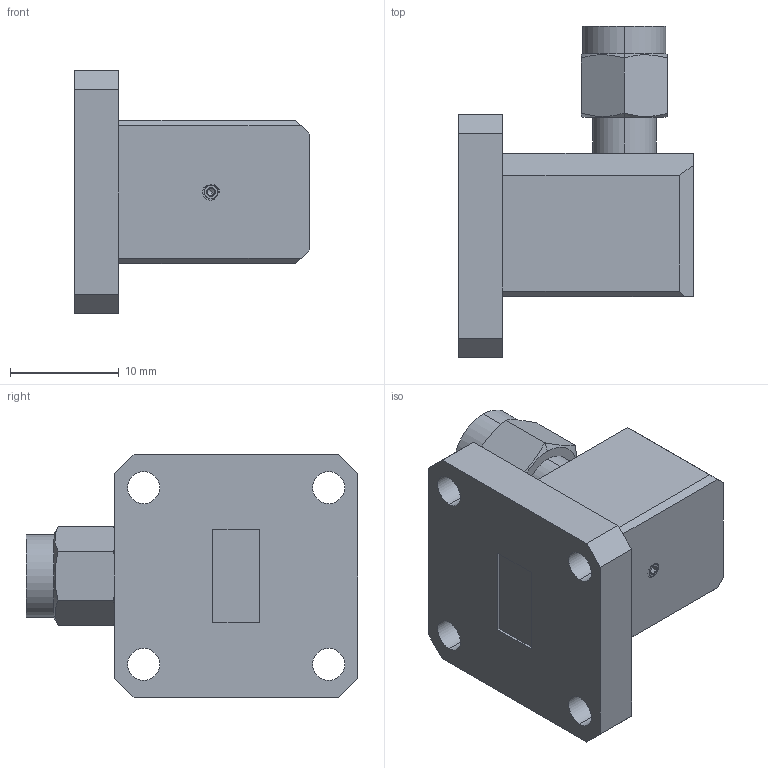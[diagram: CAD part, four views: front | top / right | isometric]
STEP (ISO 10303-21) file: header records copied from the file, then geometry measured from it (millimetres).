
FILE_DESCRIPTION (( 'STEP AP203' ), '1' );
FILE_NAME ('SWC-342M-R1.STEP', '2018-10-31T18:14:45', ( '' ), ( '' ), 'SwSTEP 2.0', 'SolidWorks 2016', '' );
FILE_SCHEMA (( 'CONFIG_CONTROL_DESIGN' ));
Length unit declared in the file: inch
Products named in the file (1): SWC-342M-R1
Bounding box: 21.59 x 30.48 x 22.35 mm (x, y, z)
Volume: 5110.2 mm3; surface area: 3014.1 mm2
Topology: 4 solids, 4 shells, 267 faces, 642 edges, 387 vertices
Faces by surface type: cone 106, cylinder 93, plane 68
Entity records: 8479 total; most frequent: CARTESIAN_POINT 2484, ORIENTED_EDGE 1268, DIRECTION 1154, EDGE_CURVE 634, AXIS2_PLACEMENT_3D 437, VERTEX_POINT 387, EDGE_LOOP 289, LINE 280
